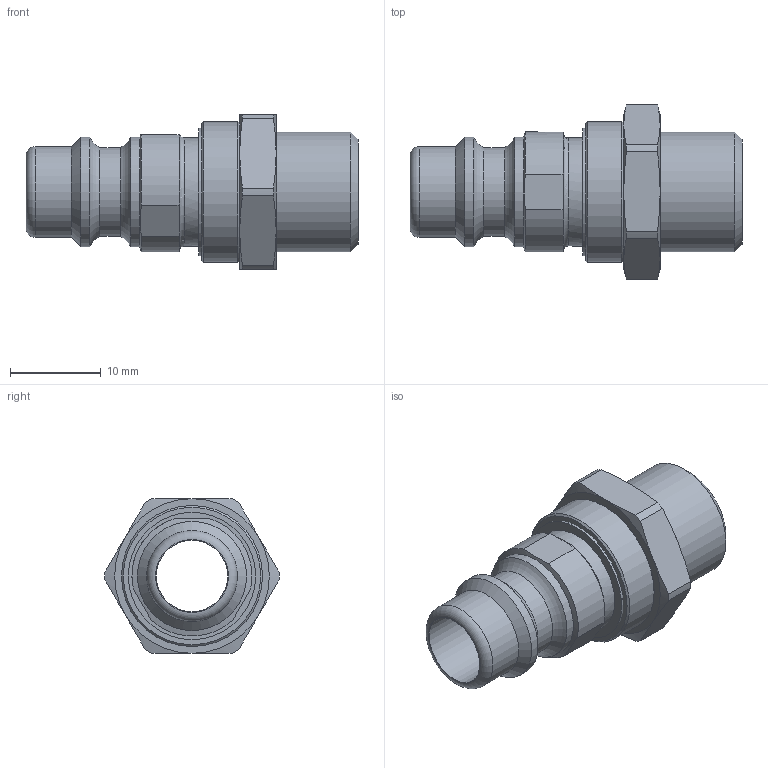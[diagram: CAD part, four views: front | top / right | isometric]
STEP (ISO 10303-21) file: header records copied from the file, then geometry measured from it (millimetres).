
FILE_DESCRIPTION((''),'2;1');
FILE_NAME('26sfaw13mxx3.stp','2012-07-03T07:50:29',('IA176480'),(''),'Autodesk Inventor 2011','Autodesk Inventor 2011','');
FILE_SCHEMA(('AUTOMOTIVE_DESIGN { 1 0 10303 214 1 1 1 1 }'));
Length unit declared in the file: millimetre
Products named in the file (3): D103783; D103782; D103012
Assembly tree (2 placements, depth 2):
  D103783
    D103782
    D103012
Bounding box: 36.5 x 19.15 x 17 mm (x, y, z)
Volume: 3158.1 mm3; surface area: 3211 mm2
Topology: 2 solids, 2 shells, 62 faces, 138 edges, 83 vertices
Faces by surface type: cone 22, cylinder 20, plane 16, torus 4
Full cylindrical faces by diameter (mm): 7.85 x1, 9.75 x1, 10 x1, 11.9 x1, 12 x2, 13.157 x1, 13.85 x1, 14 x1, 14.05 x1, 15.5 x1
Entity records: 1654 total; most frequent: CARTESIAN_POINT 346, DIRECTION 272, ORIENTED_EDGE 228, AXIS2_PLACEMENT_3D 127, EDGE_CURVE 114, EDGE_LOOP 91, VERTEX_POINT 81, FACE_OUTER_BOUND 62
